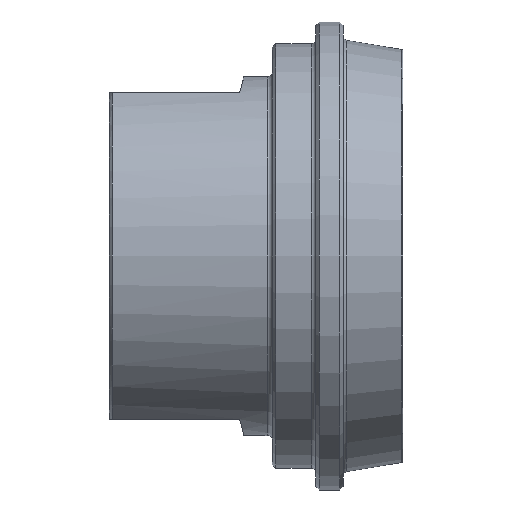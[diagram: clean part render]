
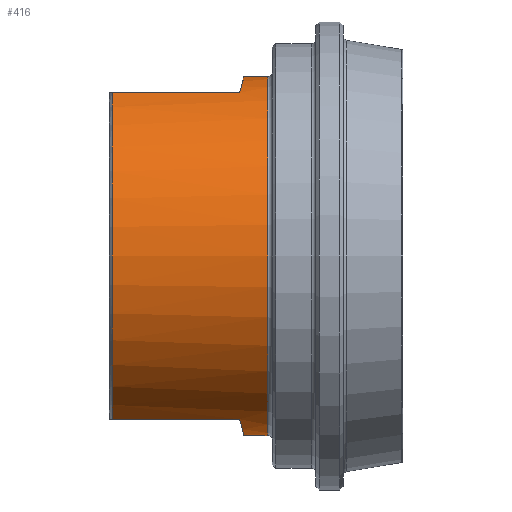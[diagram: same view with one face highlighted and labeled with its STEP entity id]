
A CAD part, front view. The second image highlights one B-rep face of the part: STEP entity #416.
In plain terms, the highlighted cylindrical face has radius 16.5 mm (diameter 33 mm), a full revolution.
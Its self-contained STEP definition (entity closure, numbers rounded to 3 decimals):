
#16=CYLINDRICAL_SURFACE('',#493,16.5);
#39=CIRCLE('',#454,16.5);
#40=CIRCLE('',#456,16.5);
#41=CIRCLE('',#457,16.5);
#61=CIRCLE('',#487,16.5);
#64=CIRCLE('',#490,16.5);
#72=ELLIPSE('',#445,17.082,16.5);
#73=ELLIPSE('',#448,17.082,16.5);
#92=FACE_OUTER_BOUND('',#122,.T.);
#122=EDGE_LOOP('',(#344,#345,#346,#347,#348,#349,#350,#351,#352,#353,#354,
#355,#356));
#129=LINE('',#660,#147);
#131=LINE('',#664,#149);
#133=LINE('',#679,#151);
#135=LINE('',#683,#153);
#140=LINE('',#761,#158);
#147=VECTOR('',#510,10.);
#149=VECTOR('',#512,10.);
#151=VECTOR('',#520,10.);
#153=VECTOR('',#522,10.);
#158=VECTOR('',#621,16.5);
#169=VERTEX_POINT('',#654);
#171=VERTEX_POINT('',#659);
#172=VERTEX_POINT('',#661);
#173=VERTEX_POINT('',#663);
#175=VERTEX_POINT('',#673);
#177=VERTEX_POINT('',#678);
#178=VERTEX_POINT('',#680);
#179=VERTEX_POINT('',#682);
#182=VERTEX_POINT('',#699);
#199=VERTEX_POINT('',#750);
#200=VERTEX_POINT('',#751);
#210=EDGE_CURVE('',#171,#169,#129,.T.);
#212=EDGE_CURVE('',#173,#172,#131,.T.);
#215=EDGE_CURVE('',#172,#171,#72,.T.);
#217=EDGE_CURVE('',#177,#175,#133,.T.);
#219=EDGE_CURVE('',#179,#178,#135,.T.);
#222=EDGE_CURVE('',#178,#177,#73,.T.);
#226=EDGE_CURVE('',#173,#175,#39,.T.);
#227=EDGE_CURVE('',#179,#182,#40,.T.);
#228=EDGE_CURVE('',#182,#169,#41,.T.);
#251=EDGE_CURVE('',#199,#200,#61,.T.);
#254=EDGE_CURVE('',#200,#199,#64,.T.);
#256=EDGE_CURVE('',#199,#182,#140,.T.);
#344=ORIENTED_EDGE('',*,*,#251,.F.);
#345=ORIENTED_EDGE('',*,*,#256,.T.);
#346=ORIENTED_EDGE('',*,*,#227,.F.);
#347=ORIENTED_EDGE('',*,*,#219,.T.);
#348=ORIENTED_EDGE('',*,*,#222,.T.);
#349=ORIENTED_EDGE('',*,*,#217,.T.);
#350=ORIENTED_EDGE('',*,*,#226,.F.);
#351=ORIENTED_EDGE('',*,*,#212,.T.);
#352=ORIENTED_EDGE('',*,*,#215,.T.);
#353=ORIENTED_EDGE('',*,*,#210,.T.);
#354=ORIENTED_EDGE('',*,*,#228,.F.);
#355=ORIENTED_EDGE('',*,*,#256,.F.);
#356=ORIENTED_EDGE('',*,*,#254,.F.);
#416=ADVANCED_FACE('',(#92),#16,.T.);
#445=AXIS2_PLACEMENT_3D('',#671,#516,#517);
#448=AXIS2_PLACEMENT_3D('',#690,#526,#527);
#454=AXIS2_PLACEMENT_3D('',#697,#538,#539);
#456=AXIS2_PLACEMENT_3D('',#700,#542,#543);
#457=AXIS2_PLACEMENT_3D('',#701,#544,#545);
#487=AXIS2_PLACEMENT_3D('',#752,#607,#608);
#490=AXIS2_PLACEMENT_3D('',#756,#613,#614);
#493=AXIS2_PLACEMENT_3D('',#760,#619,#620);
#510=DIRECTION('',(-1.,0.,0.));
#512=DIRECTION('',(1.,0.,0.));
#516=DIRECTION('center_axis',(0.966,0.,-0.259));
#517=DIRECTION('ref_axis',(0.259,0.,0.966));
#520=DIRECTION('',(-1.,0.,0.));
#522=DIRECTION('',(1.,0.,0.));
#526=DIRECTION('center_axis',(0.966,0.,0.259));
#527=DIRECTION('ref_axis',(-0.259,0.,0.966));
#538=DIRECTION('center_axis',(-1.,0.,0.));
#539=DIRECTION('ref_axis',(0.,-1.,0.));
#542=DIRECTION('center_axis',(-1.,0.,0.));
#543=DIRECTION('ref_axis',(0.,-1.,0.));
#544=DIRECTION('center_axis',(-1.,0.,0.));
#545=DIRECTION('ref_axis',(0.,-1.,0.));
#607=DIRECTION('center_axis',(1.,0.,0.));
#608=DIRECTION('ref_axis',(0.,-1.,0.));
#613=DIRECTION('center_axis',(1.,0.,0.));
#614=DIRECTION('ref_axis',(0.,-1.,0.));
#619=DIRECTION('center_axis',(1.,0.,0.));
#620=DIRECTION('ref_axis',(0.,1.,0.));
#621=DIRECTION('',(-1.,0.,0.));
#654=CARTESIAN_POINT('',(-26.7,-6.874,15.));
#659=CARTESIAN_POINT('',(-15.,-6.874,15.));
#660=CARTESIAN_POINT('',(-19.5,-6.874,15.));
#661=CARTESIAN_POINT('',(-15.,6.874,15.));
#663=CARTESIAN_POINT('',(-26.7,6.874,15.));
#664=CARTESIAN_POINT('',(-19.5,6.874,15.));
#671=CARTESIAN_POINT('Origin',(-19.019,0.,0.));
#673=CARTESIAN_POINT('',(-26.7,6.874,-15.));
#678=CARTESIAN_POINT('',(-15.,6.874,-15.));
#679=CARTESIAN_POINT('',(-19.5,6.874,-15.));
#680=CARTESIAN_POINT('',(-15.,-6.874,-15.));
#682=CARTESIAN_POINT('',(-26.7,-6.874,-15.));
#683=CARTESIAN_POINT('',(-19.5,-6.874,-15.));
#690=CARTESIAN_POINT('Origin',(-19.019,0.,0.));
#697=CARTESIAN_POINT('Origin',(-26.7,0.,0.));
#699=CARTESIAN_POINT('',(-26.7,-16.5,0.));
#700=CARTESIAN_POINT('Origin',(-26.7,0.,0.));
#701=CARTESIAN_POINT('Origin',(-26.7,0.,0.));
#750=CARTESIAN_POINT('',(-12.4,-16.5,0.));
#751=CARTESIAN_POINT('',(-12.4,0.,16.5));
#752=CARTESIAN_POINT('Origin',(-12.4,0.,0.));
#756=CARTESIAN_POINT('Origin',(-12.4,0.,0.));
#760=CARTESIAN_POINT('Origin',(-19.5,0.,0.));
#761=CARTESIAN_POINT('',(-19.5,-16.5,0.));
